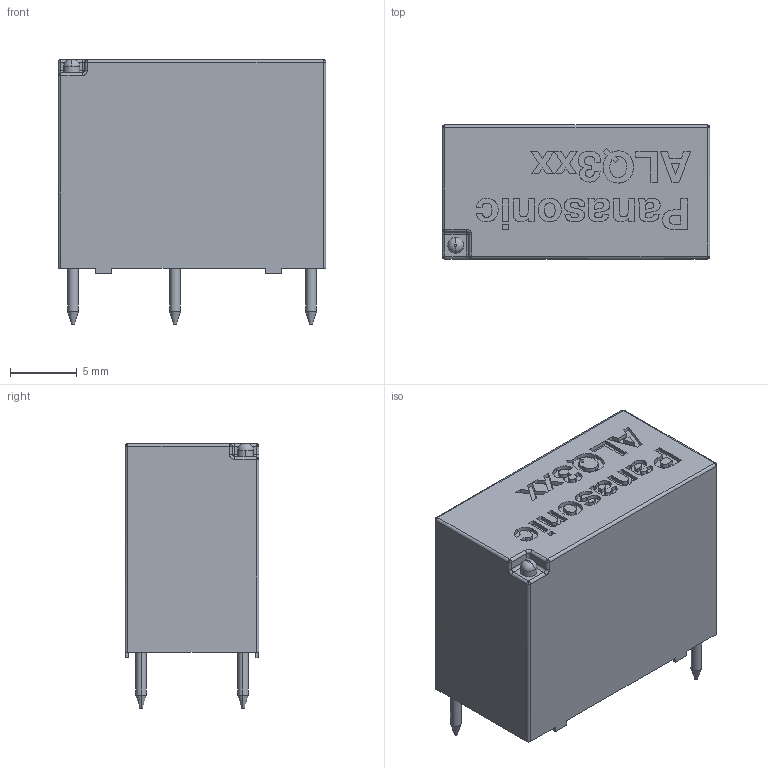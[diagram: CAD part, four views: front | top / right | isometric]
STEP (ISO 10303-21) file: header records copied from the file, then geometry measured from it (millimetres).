
FILE_DESCRIPTION (( 'STEP AP214' ), '1' );
FILE_NAME ('User Library-panasonic_ALQ3.STEP', '2020-12-26T23:01:46', ( '' ), ( '' ), 'SwSTEP 2.0', 'SolidWorks 2020', '' );
FILE_SCHEMA (( 'AUTOMOTIVE_DESIGN' ));
Length unit declared in the file: millimetre
Products named in the file (1): User Library-panasonic_ALQ3
Bounding box: 20 x 10 x 19.8 mm (x, y, z)
Volume: 3115.4 mm3; surface area: 1415.4 mm2
Topology: 5 solids, 5 shells, 296 faces, 778 edges, 500 vertices
Faces by surface type: plane 150, bspline 109, cylinder 27, cone 8, torus 2
Entity records: 9765 total; most frequent: CARTESIAN_POINT 3100, ORIENTED_EDGE 1528, DIRECTION 1045, EDGE_CURVE 764, VERTEX_POINT 500, LINE 481, VECTOR 481, EDGE_LOOP 318
